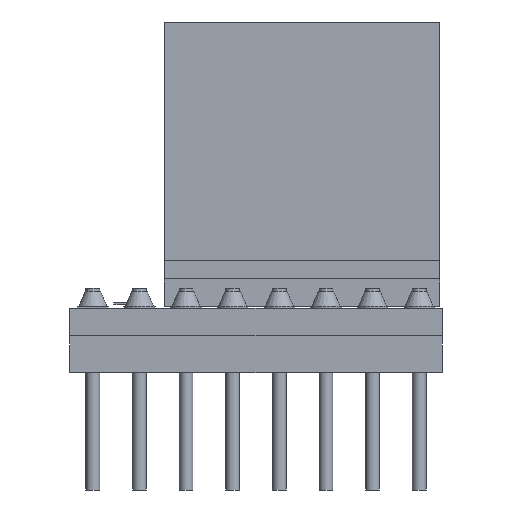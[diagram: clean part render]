
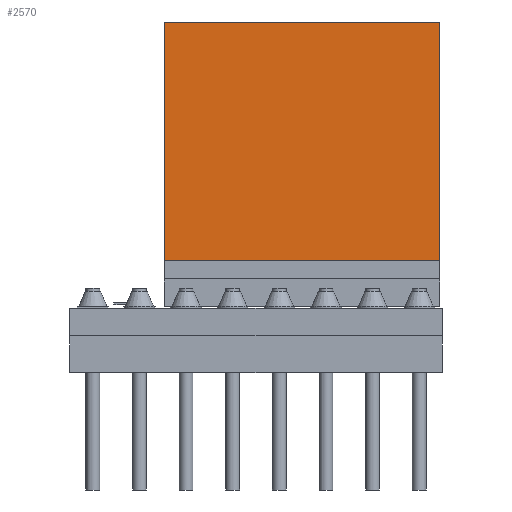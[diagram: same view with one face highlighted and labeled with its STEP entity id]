
A CAD part, left-side view. The second image highlights one B-rep face of the part: STEP entity #2570.
In plain terms, the highlighted planar face has unit normal (-1, 0, 0).
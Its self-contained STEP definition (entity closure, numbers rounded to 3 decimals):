
#485 = VERTEX_POINT('',#486);
#486 = CARTESIAN_POINT('',(-7.5,7.5,1.));
#505 = PLANE('',#506);
#506 = AXIS2_PLACEMENT_3D('',#507,#508,#509);
#507 = CARTESIAN_POINT('',(-7.5,-7.5,0.));
#508 = DIRECTION('',(-1.,0.,0.));
#509 = DIRECTION('',(0.,1.,0.));
#533 = PLANE('',#534);
#534 = AXIS2_PLACEMENT_3D('',#535,#536,#537);
#535 = CARTESIAN_POINT('',(-7.5,7.5,1.));
#536 = DIRECTION('',(0.,1.,0.));
#537 = DIRECTION('',(1.,0.,0.));
#997 = VERTEX_POINT('',#998);
#998 = CARTESIAN_POINT('',(-7.5,-7.5,1.));
#1024 = EDGE_CURVE('',#997,#485,#1025,.T.);
#1025 = SURFACE_CURVE('',#1026,(#1030,#1037),.PCURVE_S1.);
#1026 = LINE('',#1027,#1028);
#1027 = CARTESIAN_POINT('',(-7.5,-7.5,1.));
#1028 = VECTOR('',#1029,1.);
#1029 = DIRECTION('',(0.,1.,0.));
#1030 = PCURVE('',#505,#1031);
#1031 = DEFINITIONAL_REPRESENTATION('',(#1032),#1036);
#1032 = LINE('',#1033,#1034);
#1033 = CARTESIAN_POINT('',(0.,-1.));
#1034 = VECTOR('',#1035,1.);
#1035 = DIRECTION('',(1.,0.));
#1036 = ( GEOMETRIC_REPRESENTATION_CONTEXT(2) 
PARAMETRIC_REPRESENTATION_CONTEXT() REPRESENTATION_CONTEXT('2D SPACE',''
  ) );
#1037 = PCURVE('',#1038,#1043);
#1038 = PLANE('',#1039);
#1039 = AXIS2_PLACEMENT_3D('',#1040,#1041,#1042);
#1040 = CARTESIAN_POINT('',(-7.5,-7.5,1.));
#1041 = DIRECTION('',(-1.,0.,0.));
#1042 = DIRECTION('',(0.,1.,0.));
#1043 = DEFINITIONAL_REPRESENTATION('',(#1044),#1048);
#1044 = LINE('',#1045,#1046);
#1045 = CARTESIAN_POINT('',(0.,0.));
#1046 = VECTOR('',#1047,1.);
#1047 = DIRECTION('',(1.,0.));
#1048 = ( GEOMETRIC_REPRESENTATION_CONTEXT(2) 
PARAMETRIC_REPRESENTATION_CONTEXT() REPRESENTATION_CONTEXT('2D SPACE',''
  ) );
#1335 = EDGE_CURVE('',#485,#1336,#1338,.T.);
#1336 = VERTEX_POINT('',#1337);
#1337 = CARTESIAN_POINT('',(-7.5,7.5,14.));
#1338 = SURFACE_CURVE('',#1339,(#1343,#1350),.PCURVE_S1.);
#1339 = LINE('',#1340,#1341);
#1340 = CARTESIAN_POINT('',(-7.5,7.5,1.));
#1341 = VECTOR('',#1342,1.);
#1342 = DIRECTION('',(0.,0.,1.));
#1343 = PCURVE('',#533,#1344);
#1344 = DEFINITIONAL_REPRESENTATION('',(#1345),#1349);
#1345 = LINE('',#1346,#1347);
#1346 = CARTESIAN_POINT('',(0.,0.));
#1347 = VECTOR('',#1348,1.);
#1348 = DIRECTION('',(0.,-1.));
#1349 = ( GEOMETRIC_REPRESENTATION_CONTEXT(2) 
PARAMETRIC_REPRESENTATION_CONTEXT() REPRESENTATION_CONTEXT('2D SPACE',''
  ) );
#1350 = PCURVE('',#1038,#1351);
#1351 = DEFINITIONAL_REPRESENTATION('',(#1352),#1356);
#1352 = LINE('',#1353,#1354);
#1353 = CARTESIAN_POINT('',(15.,0.));
#1354 = VECTOR('',#1355,1.);
#1355 = DIRECTION('',(0.,-1.));
#1356 = ( GEOMETRIC_REPRESENTATION_CONTEXT(2) 
PARAMETRIC_REPRESENTATION_CONTEXT() REPRESENTATION_CONTEXT('2D SPACE',''
  ) );
#1374 = PLANE('',#1375);
#1375 = AXIS2_PLACEMENT_3D('',#1376,#1377,#1378);
#1376 = CARTESIAN_POINT('',(-7.,0.,14.));
#1377 = DIRECTION('',(0.,0.,1.));
#1378 = DIRECTION('',(1.,0.,0.));
#2530 = PLANE('',#2531);
#2531 = AXIS2_PLACEMENT_3D('',#2532,#2533,#2534);
#2532 = CARTESIAN_POINT('',(-6.5,-7.5,1.));
#2533 = DIRECTION('',(0.,-1.,0.));
#2534 = DIRECTION('',(-1.,0.,0.));
#2570 = ADVANCED_FACE('',(#2571),#1038,.T.);
#2571 = FACE_BOUND('',#2572,.T.);
#2572 = EDGE_LOOP('',(#2573,#2596,#2617,#2618));
#2573 = ORIENTED_EDGE('',*,*,#2574,.T.);
#2574 = EDGE_CURVE('',#997,#2575,#2577,.T.);
#2575 = VERTEX_POINT('',#2576);
#2576 = CARTESIAN_POINT('',(-7.5,-7.5,14.));
#2577 = SURFACE_CURVE('',#2578,(#2582,#2589),.PCURVE_S1.);
#2578 = LINE('',#2579,#2580);
#2579 = CARTESIAN_POINT('',(-7.5,-7.5,1.));
#2580 = VECTOR('',#2581,1.);
#2581 = DIRECTION('',(0.,0.,1.));
#2582 = PCURVE('',#1038,#2583);
#2583 = DEFINITIONAL_REPRESENTATION('',(#2584),#2588);
#2584 = LINE('',#2585,#2586);
#2585 = CARTESIAN_POINT('',(0.,0.));
#2586 = VECTOR('',#2587,1.);
#2587 = DIRECTION('',(0.,-1.));
#2588 = ( GEOMETRIC_REPRESENTATION_CONTEXT(2) 
PARAMETRIC_REPRESENTATION_CONTEXT() REPRESENTATION_CONTEXT('2D SPACE',''
  ) );
#2589 = PCURVE('',#2530,#2590);
#2590 = DEFINITIONAL_REPRESENTATION('',(#2591),#2595);
#2591 = LINE('',#2592,#2593);
#2592 = CARTESIAN_POINT('',(1.,0.));
#2593 = VECTOR('',#2594,1.);
#2594 = DIRECTION('',(0.,-1.));
#2595 = ( GEOMETRIC_REPRESENTATION_CONTEXT(2) 
PARAMETRIC_REPRESENTATION_CONTEXT() REPRESENTATION_CONTEXT('2D SPACE',''
  ) );
#2596 = ORIENTED_EDGE('',*,*,#2597,.T.);
#2597 = EDGE_CURVE('',#2575,#1336,#2598,.T.);
#2598 = SURFACE_CURVE('',#2599,(#2603,#2610),.PCURVE_S1.);
#2599 = LINE('',#2600,#2601);
#2600 = CARTESIAN_POINT('',(-7.5,-7.5,14.));
#2601 = VECTOR('',#2602,1.);
#2602 = DIRECTION('',(0.,1.,0.));
#2603 = PCURVE('',#1038,#2604);
#2604 = DEFINITIONAL_REPRESENTATION('',(#2605),#2609);
#2605 = LINE('',#2606,#2607);
#2606 = CARTESIAN_POINT('',(0.,-13.));
#2607 = VECTOR('',#2608,1.);
#2608 = DIRECTION('',(1.,0.));
#2609 = ( GEOMETRIC_REPRESENTATION_CONTEXT(2) 
PARAMETRIC_REPRESENTATION_CONTEXT() REPRESENTATION_CONTEXT('2D SPACE',''
  ) );
#2610 = PCURVE('',#1374,#2611);
#2611 = DEFINITIONAL_REPRESENTATION('',(#2612),#2616);
#2612 = LINE('',#2613,#2614);
#2613 = CARTESIAN_POINT('',(-0.5,-7.5));
#2614 = VECTOR('',#2615,1.);
#2615 = DIRECTION('',(0.,1.));
#2616 = ( GEOMETRIC_REPRESENTATION_CONTEXT(2) 
PARAMETRIC_REPRESENTATION_CONTEXT() REPRESENTATION_CONTEXT('2D SPACE',''
  ) );
#2617 = ORIENTED_EDGE('',*,*,#1335,.F.);
#2618 = ORIENTED_EDGE('',*,*,#1024,.F.);
